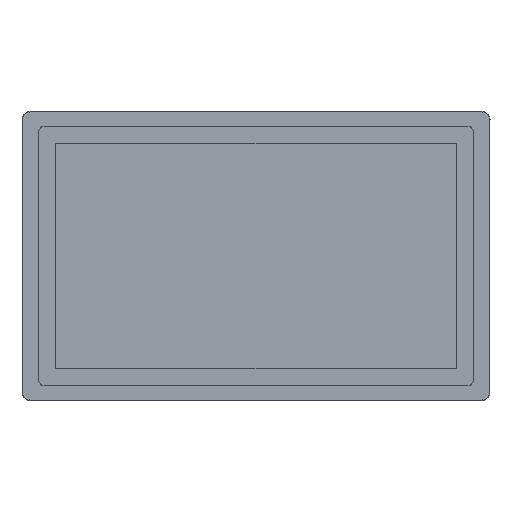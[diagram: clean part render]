
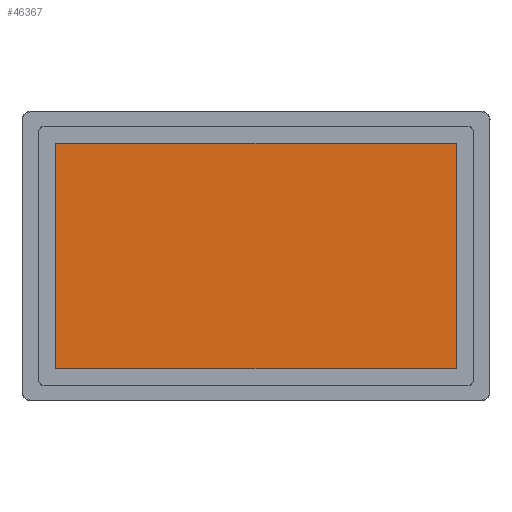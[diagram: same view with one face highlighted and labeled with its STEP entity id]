
A CAD part, top view. The second image highlights one B-rep face of the part: STEP entity #46367.
In plain terms, the highlighted planar face has unit normal (0, 0, 1).
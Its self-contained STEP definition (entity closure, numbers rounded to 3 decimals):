
#10019 = CARTESIAN_POINT ( 'NONE',  ( 238.32, 134.055, -0.2 ) ) ;
#11867 = EDGE_CURVE ( 'NONE', #109388, #83478, #76866, .T. ) ;
#13978 = CARTESIAN_POINT ( 'NONE',  ( -238.32, -134.055, -0.2 ) ) ;
#19571 = VECTOR ( 'NONE', #58699, 1000. ) ;
#30097 = PLANE ( 'NONE',  #39486 ) ;
#31120 = ORIENTED_EDGE ( 'NONE', *, *, #11867, .T. ) ;
#32272 = EDGE_LOOP ( 'NONE', ( #31120, #52665, #94557, #44469 ) ) ;
#33363 = VERTEX_POINT ( 'NONE', #13978 ) ;
#39486 = AXIS2_PLACEMENT_3D ( 'NONE', #105344, #97903, #105704 ) ;
#42025 = DIRECTION ( 'NONE',  ( 0., 1., 0. ) ) ;
#42876 = CARTESIAN_POINT ( 'NONE',  ( -238.32, 134.055, -0.2 ) ) ;
#44469 = ORIENTED_EDGE ( 'NONE', *, *, #63368, .T. ) ;
#46367 = ADVANCED_FACE ( 'NONE', ( #57014 ), #30097, .T. ) ;
#48254 = VERTEX_POINT ( 'NONE', #83694 ) ;
#51946 = DIRECTION ( 'NONE',  ( -1., 0., 0. ) ) ;
#52665 = ORIENTED_EDGE ( 'NONE', *, *, #84961, .T. ) ;
#54400 = VECTOR ( 'NONE', #42025, 1000. ) ;
#57014 = FACE_OUTER_BOUND ( 'NONE', #32272, .T. ) ;
#58699 = DIRECTION ( 'NONE',  ( 0., -1., 0. ) ) ;
#60248 = CARTESIAN_POINT ( 'NONE',  ( -238.32, -134.055, -0.2 ) ) ;
#62651 = VECTOR ( 'NONE', #102059, 1000. ) ;
#63368 = EDGE_CURVE ( 'NONE', #33363, #109388, #87767, .T. ) ;
#71158 = CARTESIAN_POINT ( 'NONE',  ( 238.32, 134.055, -0.2 ) ) ;
#72601 = VECTOR ( 'NONE', #51946, 1000. ) ;
#76866 = LINE ( 'NONE', #100754, #54400 ) ;
#83478 = VERTEX_POINT ( 'NONE', #71158 ) ;
#83694 = CARTESIAN_POINT ( 'NONE',  ( -238.32, 134.055, -0.2 ) ) ;
#84961 = EDGE_CURVE ( 'NONE', #83478, #48254, #95090, .T. ) ;
#85583 = LINE ( 'NONE', #42876, #19571 ) ;
#87767 = LINE ( 'NONE', #60248, #62651 ) ;
#90349 = CARTESIAN_POINT ( 'NONE',  ( 238.32, -134.055, -0.2 ) ) ;
#94557 = ORIENTED_EDGE ( 'NONE', *, *, #99107, .T. ) ;
#95090 = LINE ( 'NONE', #10019, #72601 ) ;
#97903 = DIRECTION ( 'NONE',  ( 0., 0., 1. ) ) ;
#99107 = EDGE_CURVE ( 'NONE', #48254, #33363, #85583, .T. ) ;
#100754 = CARTESIAN_POINT ( 'NONE',  ( 238.32, -134.055, -0.2 ) ) ;
#102059 = DIRECTION ( 'NONE',  ( 1., 0., 0. ) ) ;
#105344 = CARTESIAN_POINT ( 'NONE',  ( 0., 0., -0.2 ) ) ;
#105704 = DIRECTION ( 'NONE',  ( 1., 0., 0. ) ) ;
#109388 = VERTEX_POINT ( 'NONE', #90349 ) ;
